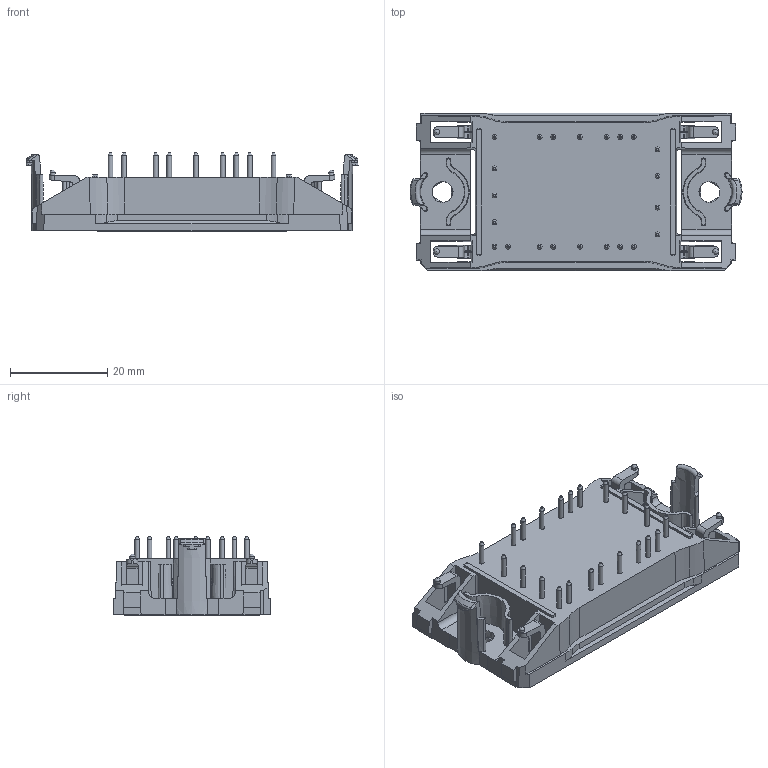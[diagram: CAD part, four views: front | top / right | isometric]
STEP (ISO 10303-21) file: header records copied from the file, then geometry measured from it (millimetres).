
FILE_DESCRIPTION( ( 'Unknown' ), '1' );
FILE_NAME( 'Flow0-2C12W-P890-01-OL.stp', 'Unknown', ( 'Unknown' ), ( 'Unknown' ), 'PSStep 15.0.49', 'Unknown', ' ' );
FILE_SCHEMA( ( 'AUTOMOTIVE_DESIGN { 1 0 10303 214 1 1 1 1 }' ) );
Length unit declared in the file: millimetre
Products named in the file (1): 1
Bounding box: 68.4 x 32.5 x 16.28 mm (x, y, z)
Volume: 17078.6 mm3; surface area: 8823.4 mm2
Topology: 1 solids, 1 shells, 455 faces, 1222 edges, 788 vertices
Faces by surface type: plane 275, cylinder 104, cone 56, extrusion 8, torus 4, bspline 4, sphere 4
Full cylindrical faces by diameter (mm): 1 x22, 1.1 x4
Entity records: 17504 total; most frequent: CARTESIAN_POINT 2600, DIRECTION 2364, ORIENTED_EDGE 2272, EDGE_CURVE 1136, AXIS2_PLACEMENT_3D 808, VERTEX_POINT 762, VECTOR 748, LINE 740
